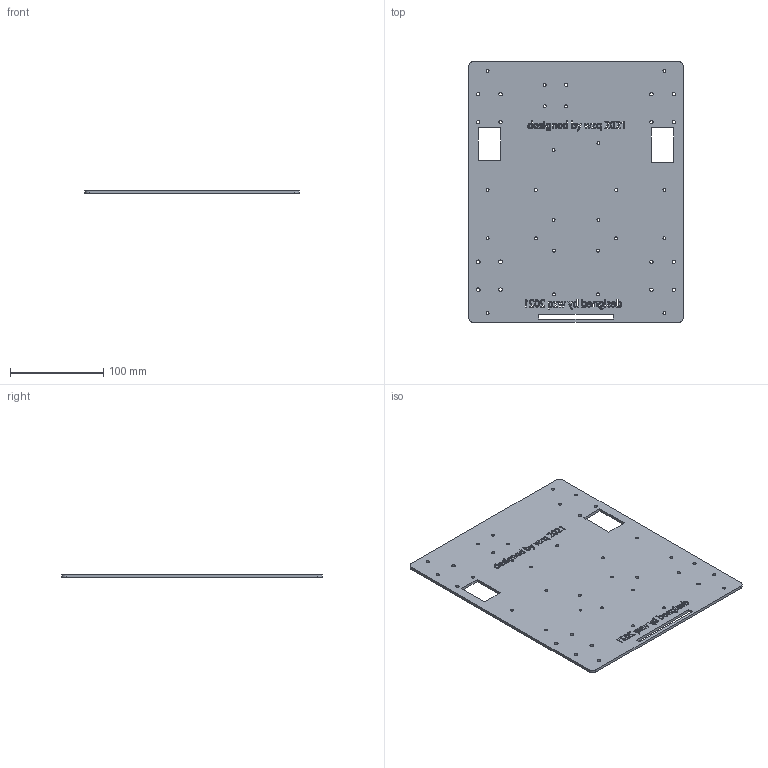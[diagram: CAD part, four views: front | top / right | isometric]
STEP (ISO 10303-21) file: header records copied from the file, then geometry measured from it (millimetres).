
FILE_DESCRIPTION (( 'STEP AP214' ), '1' );
FILE_NAME ('lower bassis.STEP', '2022-04-03T06:27:44', ( '' ), ( '' ), 'SwSTEP 2.0', 'SolidWorks 2020', '' );
FILE_SCHEMA (( 'AUTOMOTIVE_DESIGN' ));
Length unit declared in the file: millimetre
Products named in the file (1): lower bassis
Bounding box: 230 x 280 x 3 mm (x, y, z)
Volume: 183904.9 mm3; surface area: 131500.7 mm2
Topology: 17 solids, 17 shells, 626 faces, 1776 edges, 1184 vertices
Faces by surface type: plane 298, bspline 244, cylinder 84
Entity records: 32534 total; most frequent: CARTESIAN_POINT 17287, ORIENTED_EDGE 3552, DIRECTION 2222, EDGE_CURVE 1776, VERTEX_POINT 1184, VECTOR 1120, LINE 1120, EDGE_LOOP 784
